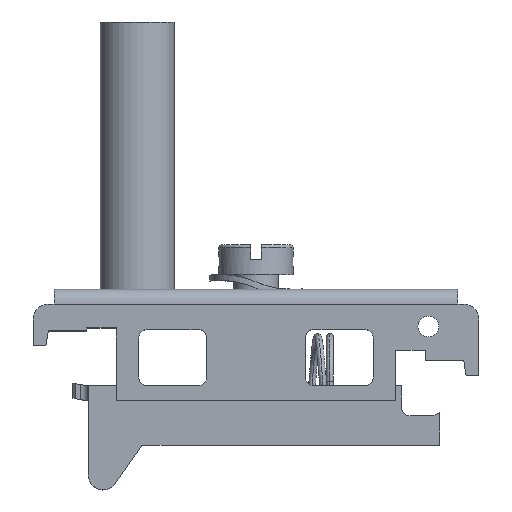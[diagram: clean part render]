
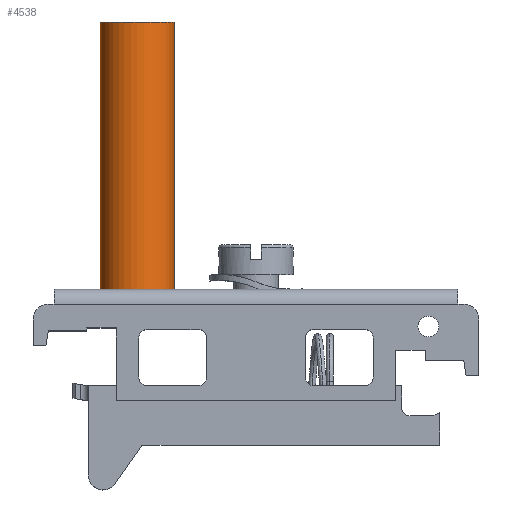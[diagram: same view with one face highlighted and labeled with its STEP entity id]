
A CAD part, top view. The second image highlights one B-rep face of the part: STEP entity #4538.
In plain terms, the highlighted cylindrical face has radius 2.5 mm (diameter 5 mm), a partial arc.
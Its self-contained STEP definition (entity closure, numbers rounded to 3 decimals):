
#55=CARTESIAN_POINT('',(-8.,7.5,0.));
#56=DIRECTION('',(0.,-1.,0.));
#57=DIRECTION('',(1.,0.,0.));
#58=AXIS2_PLACEMENT_3D('',#55,#56,#57);
#1391=DIRECTION('',(0.,1.,0.));
#1392=VECTOR('',#1391,18.);
#1393=CARTESIAN_POINT('',(-5.5,7.5,0.));
#1394=LINE('',#1393,#1392);
#1395=DIRECTION('',(0.,1.,0.));
#1396=VECTOR('',#1395,18.);
#1397=CARTESIAN_POINT('',(-10.5,7.5,0.));
#1398=LINE('',#1397,#1396);
#1404=CARTESIAN_POINT('',(-8.,25.5,0.));
#1405=DIRECTION('',(0.,-1.,0.));
#1406=DIRECTION('',(1.,0.,0.));
#1407=AXIS2_PLACEMENT_3D('',#1404,#1405,#1406);
#2504=CARTESIAN_POINT('',(-5.5,25.5,0.));
#2505=CARTESIAN_POINT('',(-10.5,25.5,0.));
#2506=VERTEX_POINT('',#2504);
#2507=VERTEX_POINT('',#2505);
#2530=CARTESIAN_POINT('',(-5.5,7.5,0.));
#2531=CARTESIAN_POINT('',(-10.5,7.5,0.));
#2532=VERTEX_POINT('',#2530);
#2533=VERTEX_POINT('',#2531);
#4524=CARTESIAN_POINT('',(-8.,26.485,0.));
#4525=DIRECTION('',(0.,-1.,0.));
#4526=DIRECTION('',(-1.,0.,0.));
#4527=AXIS2_PLACEMENT_3D('',#4524,#4525,#4526);
#4528=CYLINDRICAL_SURFACE('',#4527,2.5);
#4529=ORIENTED_EDGE('',*,*,#2672,.T.);
#4531=ORIENTED_EDGE('',*,*,#4530,.T.);
#4533=ORIENTED_EDGE('',*,*,#4532,.F.);
#4535=ORIENTED_EDGE('',*,*,#4534,.F.);
#4536=EDGE_LOOP('',(#4529,#4531,#4533,#4535));
#4537=FACE_OUTER_BOUND('',#4536,.F.);
#4538=ADVANCED_FACE('',(#4537),#4528,.T.);
#59=CIRCLE('',#58,2.5);
#1408=CIRCLE('',#1407,2.5);
#2672=EDGE_CURVE('',#2532,#2533,#59,.T.);
#4530=EDGE_CURVE('',#2533,#2507,#1398,.T.);
#4532=EDGE_CURVE('',#2506,#2507,#1408,.T.);
#4534=EDGE_CURVE('',#2532,#2506,#1394,.T.);
